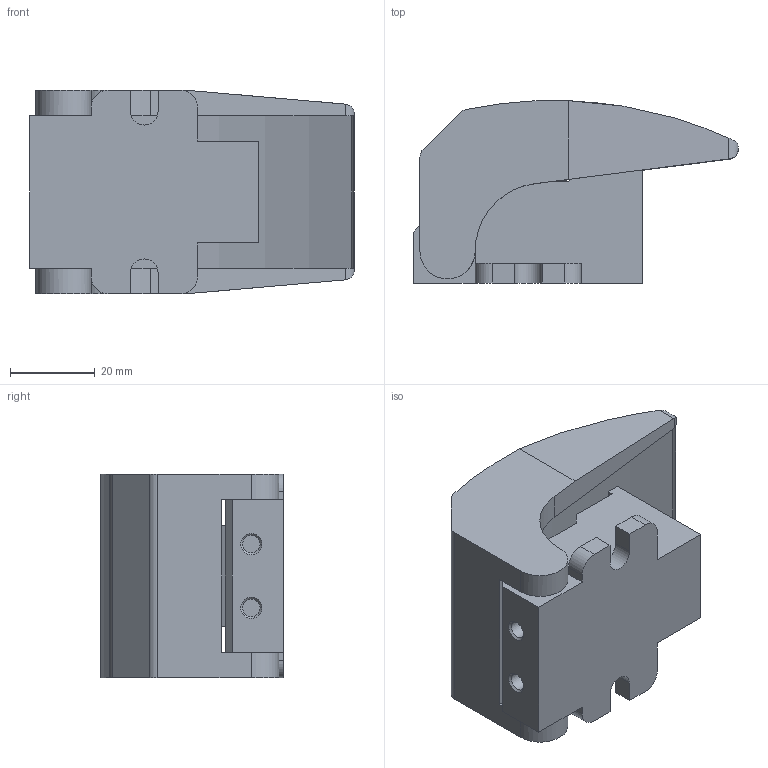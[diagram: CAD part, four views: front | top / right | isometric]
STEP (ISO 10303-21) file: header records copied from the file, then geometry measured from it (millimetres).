
FILE_DESCRIPTION(/* description */ ('STEP AP214'),/* implementation_level */ '2;1');
FILE_NAME(/* name */ '4452_F-3-M5',/* time_stamp */ '2024-08-21T08:30:34+02:00',/* author */ ('License CC BY-ND 4.0'),/* organization */ ('CADENAS'),/* preprocessor_version */ 'ST-DEVELOPER v19.3',/* originating_system */ 'PARTsolutions',/* authorisation */ ' ');
FILE_SCHEMA (('AUTOMOTIVE_DESIGN {1 0 10303 214 3 1 1}'));
Length unit declared in the file: millimetre
Products named in the file (1): 4452 F-3-M5---(0)
Bounding box: 76.5 x 42.94 x 48 mm (x, y, z)
Volume: 54946.6 mm3; surface area: 22111.1 mm2
Topology: 1 solids, 1 shells, 72 faces, 204 edges, 134 vertices
Faces by surface type: plane 47, cylinder 23, cone 2
Full cylindrical faces by diameter (mm): 4.134 x2
Entity records: 2354 total; most frequent: CARTESIAN_POINT 413, DIRECTION 402, ORIENTED_EDGE 400, EDGE_CURVE 200, LINE 140, VECTOR 140, VERTEX_POINT 134, AXIS2_PLACEMENT_3D 131
